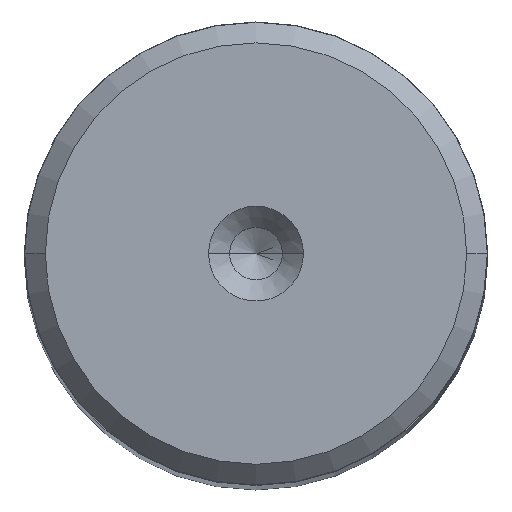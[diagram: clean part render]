
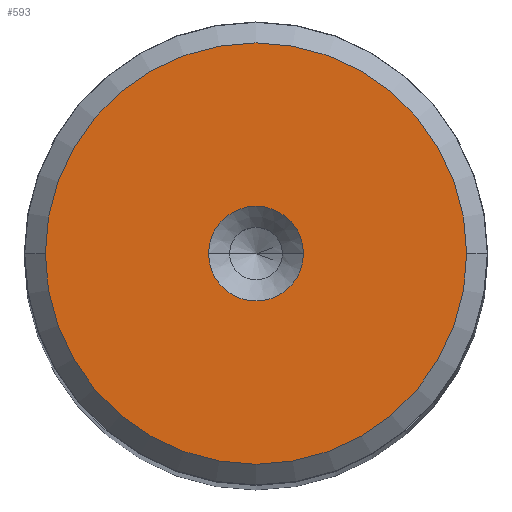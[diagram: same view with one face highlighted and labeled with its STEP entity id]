
A CAD part, top view. The second image highlights one B-rep face of the part: STEP entity #593.
In plain terms, the highlighted planar face has unit normal (0, 0, 1).
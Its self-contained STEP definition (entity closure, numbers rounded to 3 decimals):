
#164 = CARTESIAN_POINT ( 'NONE',  ( 0., 0., 130. ) ) ;
#213 = AXIS2_PLACEMENT_3D ( 'NONE', #164, #394, #1512 ) ;
#332 = CIRCLE ( 'NONE', #740, 10.009 ) ;
#349 = CARTESIAN_POINT ( 'NONE',  ( 0., 0., 130. ) ) ;
#380 = EDGE_CURVE ( 'NONE', #1968, #1166, #1771, .T. ) ;
#394 = DIRECTION ( 'NONE',  ( 0., 0., 1. ) ) ;
#451 = DIRECTION ( 'NONE',  ( 1., 0., 0. ) ) ;
#593 = ADVANCED_FACE ( 'NONE', ( #2360, #1536 ), #636, .T. ) ;
#636 = PLANE ( 'NONE',  #1715 ) ;
#642 = CIRCLE ( 'NONE', #2265, 2.25 ) ;
#651 = VERTEX_POINT ( 'NONE', #822 ) ;
#684 = ORIENTED_EDGE ( 'NONE', *, *, #1695, .T. ) ;
#687 = EDGE_LOOP ( 'NONE', ( #1374, #1652 ) ) ;
#696 = DIRECTION ( 'NONE',  ( 1., 0., 0. ) ) ;
#700 = CIRCLE ( 'NONE', #871, 2.25 ) ;
#740 = AXIS2_PLACEMENT_3D ( 'NONE', #349, #1635, #2196 ) ;
#822 = CARTESIAN_POINT ( 'NONE',  ( 2.25, 0., 130. ) ) ;
#871 = AXIS2_PLACEMENT_3D ( 'NONE', #2181, #2164, #696 ) ;
#979 = CARTESIAN_POINT ( 'NONE',  ( -10.009, 0., 130. ) ) ;
#981 = CARTESIAN_POINT ( 'NONE',  ( 0., 0., 130. ) ) ;
#1046 = CARTESIAN_POINT ( 'NONE',  ( 10.009, 0., 130. ) ) ;
#1054 = CARTESIAN_POINT ( 'NONE',  ( -2.25, 0., 130. ) ) ;
#1166 = VERTEX_POINT ( 'NONE', #979 ) ;
#1196 = EDGE_LOOP ( 'NONE', ( #684, #2281 ) ) ;
#1374 = ORIENTED_EDGE ( 'NONE', *, *, #1978, .F. ) ;
#1461 = DIRECTION ( 'NONE',  ( 1., 0., 0. ) ) ;
#1512 = DIRECTION ( 'NONE',  ( 1., 0., 0. ) ) ;
#1536 = FACE_OUTER_BOUND ( 'NONE', #1196, .T. ) ;
#1635 = DIRECTION ( 'NONE',  ( 0., 0., 1. ) ) ;
#1652 = ORIENTED_EDGE ( 'NONE', *, *, #2210, .F. ) ;
#1695 = EDGE_CURVE ( 'NONE', #1166, #1968, #332, .T. ) ;
#1715 = AXIS2_PLACEMENT_3D ( 'NONE', #981, #2075, #451 ) ;
#1771 = CIRCLE ( 'NONE', #213, 10.009 ) ;
#1968 = VERTEX_POINT ( 'NONE', #1046 ) ;
#1978 = EDGE_CURVE ( 'NONE', #651, #2020, #700, .T. ) ;
#2020 = VERTEX_POINT ( 'NONE', #1054 ) ;
#2075 = DIRECTION ( 'NONE',  ( 0., 0., 1. ) ) ;
#2164 = DIRECTION ( 'NONE',  ( 0., 0., 1. ) ) ;
#2181 = CARTESIAN_POINT ( 'NONE',  ( 0., 0., 130. ) ) ;
#2193 = CARTESIAN_POINT ( 'NONE',  ( 0., 0., 130. ) ) ;
#2196 = DIRECTION ( 'NONE',  ( 1., 0., 0. ) ) ;
#2210 = EDGE_CURVE ( 'NONE', #2020, #651, #642, .T. ) ;
#2265 = AXIS2_PLACEMENT_3D ( 'NONE', #2193, #2375, #1461 ) ;
#2281 = ORIENTED_EDGE ( 'NONE', *, *, #380, .T. ) ;
#2360 = FACE_BOUND ( 'NONE', #687, .T. ) ;
#2375 = DIRECTION ( 'NONE',  ( 0., 0., 1. ) ) ;
